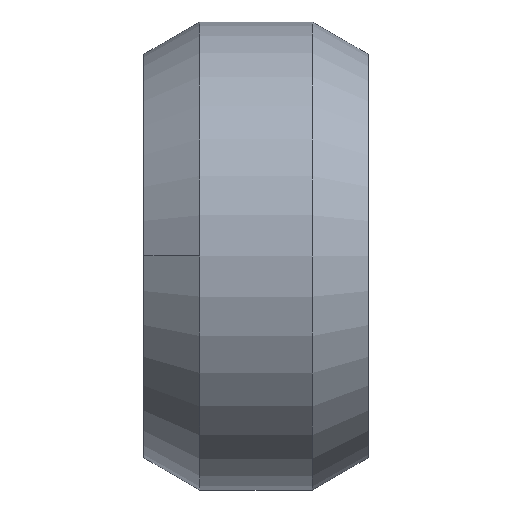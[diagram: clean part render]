
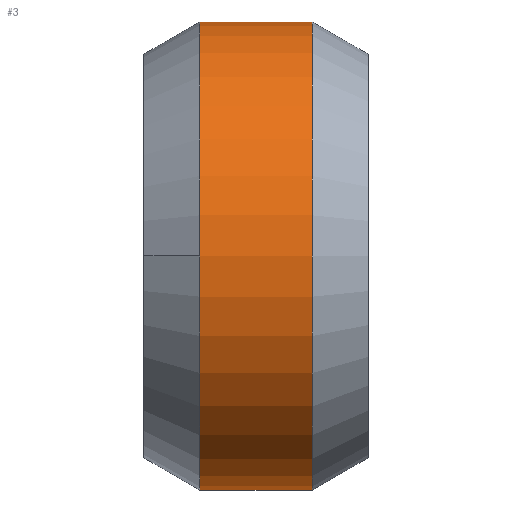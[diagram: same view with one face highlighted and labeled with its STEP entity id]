
A CAD part, left-side view. The second image highlights one B-rep face of the part: STEP entity #3.
In plain terms, the highlighted cylindrical face has radius 10.435 mm (diameter 20.87 mm), a partial arc.
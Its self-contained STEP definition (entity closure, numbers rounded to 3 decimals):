
#3 = ADVANCED_FACE ( 'NONE', ( #331 ), #332, .T. ) ;
#23 = AXIS2_PLACEMENT_3D ( 'NONE', #233, #222, #160 ) ;
#29 = AXIS2_PLACEMENT_3D ( 'NONE', #97, #101, #94 ) ;
#34 = AXIS2_PLACEMENT_3D ( 'NONE', #219, #218, #207 ) ;
#42 = AXIS2_PLACEMENT_3D ( 'NONE', #187, #185, #192 ) ;
#44 = EDGE_CURVE ( 'NONE', #341, #342, #294, .T. ) ;
#53 = EDGE_CURVE ( 'NONE', #341, #338, #287, .T. ) ;
#58 = EDGE_CURVE ( 'NONE', #338, #340, #271, .T. ) ;
#68 = EDGE_CURVE ( 'NONE', #342, #343, #268, .T. ) ;
#77 = EDGE_CURVE ( 'NONE', #343, #340, #266, .T. ) ;
#94 = DIRECTION ( 'NONE',  ( 0., 0., -1. ) ) ;
#97 = CARTESIAN_POINT ( 'NONE',  ( 0., 2.485, 0. ) ) ;
#101 = DIRECTION ( 'NONE',  ( 0., -1., 0. ) ) ;
#128 = CARTESIAN_POINT ( 'NONE',  ( 0., 7.515, -10.435 ) ) ;
#130 = CARTESIAN_POINT ( 'NONE',  ( 0., 7.515, 10.435 ) ) ;
#137 = CARTESIAN_POINT ( 'NONE',  ( 0., 2.485, 10.435 ) ) ;
#139 = CARTESIAN_POINT ( 'NONE',  ( 0., 2.485, -10.435 ) ) ;
#145 = CARTESIAN_POINT ( 'NONE',  ( 0., 7.515, 10.435 ) ) ;
#155 = DIRECTION ( 'NONE',  ( 0., -1., 0. ) ) ;
#160 = DIRECTION ( 'NONE',  ( 0., 0., -1. ) ) ;
#161 = CARTESIAN_POINT ( 'NONE',  ( -10.435, 7.515, 0. ) ) ;
#185 = DIRECTION ( 'NONE',  ( 0., -1., 0. ) ) ;
#187 = CARTESIAN_POINT ( 'NONE',  ( 0., 7.515, 0. ) ) ;
#192 = DIRECTION ( 'NONE',  ( 0., 0., -1. ) ) ;
#207 = DIRECTION ( 'NONE',  ( 0., 0., -1. ) ) ;
#218 = DIRECTION ( 'NONE',  ( 0., -1., 0. ) ) ;
#219 = CARTESIAN_POINT ( 'NONE',  ( 0., 7.515, 0. ) ) ;
#220 = DIRECTION ( 'NONE',  ( 0., -1., 0. ) ) ;
#221 = CARTESIAN_POINT ( 'NONE',  ( 0., 7.515, -10.435 ) ) ;
#222 = DIRECTION ( 'NONE',  ( 0., -1., 0. ) ) ;
#233 = CARTESIAN_POINT ( 'NONE',  ( 0., 7.515, 0. ) ) ;
#264 = VECTOR ( 'NONE', #220, 1000. ) ;
#266 = LINE ( 'NONE', #221, #264 ) ;
#268 = CIRCLE ( 'NONE', #34, 10.435 ) ;
#271 = CIRCLE ( 'NONE', #29, 10.435 ) ;
#278 = VECTOR ( 'NONE', #155, 1000. ) ;
#287 = LINE ( 'NONE', #145, #278 ) ;
#294 = CIRCLE ( 'NONE', #23, 10.435 ) ;
#331 = FACE_OUTER_BOUND ( 'NONE', #362, .T. ) ;
#332 = CYLINDRICAL_SURFACE ( 'NONE', #42, 10.435 ) ;
#338 = VERTEX_POINT ( 'NONE', #137 ) ;
#340 = VERTEX_POINT ( 'NONE', #139 ) ;
#341 = VERTEX_POINT ( 'NONE', #130 ) ;
#342 = VERTEX_POINT ( 'NONE', #161 ) ;
#343 = VERTEX_POINT ( 'NONE', #128 ) ;
#362 = EDGE_LOOP ( 'NONE', ( #390, #389, #388, #426, #400 ) ) ;
#388 = ORIENTED_EDGE ( 'NONE', *, *, #68, .T. ) ;
#389 = ORIENTED_EDGE ( 'NONE', *, *, #44, .T. ) ;
#390 = ORIENTED_EDGE ( 'NONE', *, *, #53, .F. ) ;
#400 = ORIENTED_EDGE ( 'NONE', *, *, #58, .F. ) ;
#426 = ORIENTED_EDGE ( 'NONE', *, *, #77, .T. ) ;
